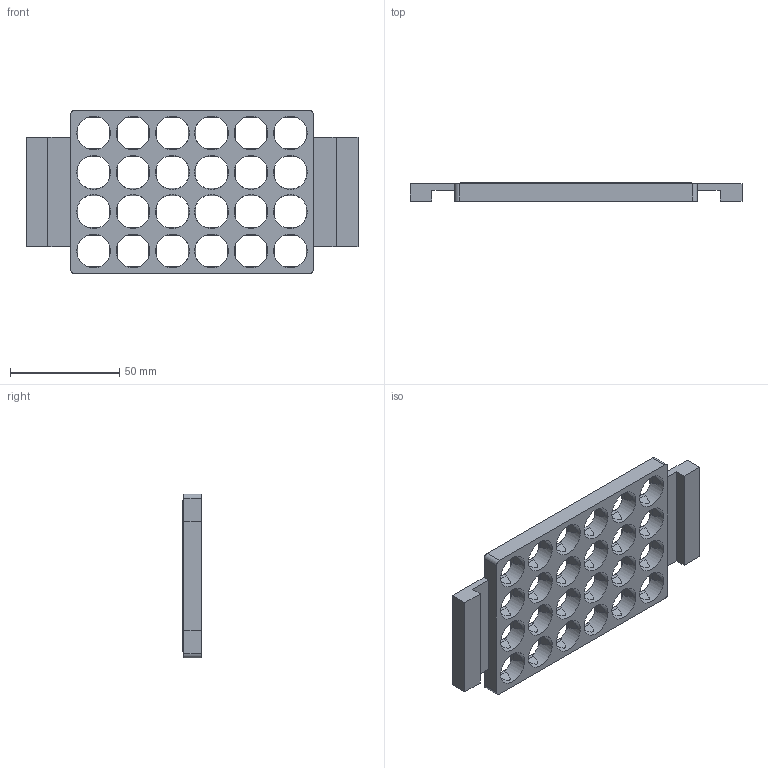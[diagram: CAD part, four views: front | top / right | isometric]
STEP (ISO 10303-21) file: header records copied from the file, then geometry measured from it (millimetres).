
FILE_DESCRIPTION(/* description */ (''),/* implementation_level */ '2;1');
FILE_NAME(/* name */ '24_well_plate_adapter.step',/* time_stamp */ '2023-09-17T20:20:27+02:00',/* author */ (''),/* organization */ (''),/* preprocessor_version */ 'ST-DEVELOPER v20',/* originating_system */ 'Autodesk Translation Framework v12.9.0.99',/* authorisation */ '');
FILE_SCHEMA (('AUTOMOTIVE_DESIGN { 1 0 10303 214 3 1 1 }'));
Length unit declared in the file: millimetre
Products named in the file (1): 24_well_plate_adapter
Bounding box: 152 x 8.5 x 75 mm (x, y, z)
Volume: 42431.5 mm3; surface area: 27172.3 mm2
Topology: 1 solids, 1 shells, 604 faces, 1658 edges, 1110 vertices
Faces by surface type: plane 576, cylinder 28
Full cylindrical faces by diameter (mm): 15.5 x24
Entity records: 19151 total; most frequent: CARTESIAN_POINT 3373, ORIENTED_EDGE 3316, DIRECTION 3116, EDGE_CURVE 1658, LINE 1410, VECTOR 1410, VERTEX_POINT 1110, AXIS2_PLACEMENT_3D 853
